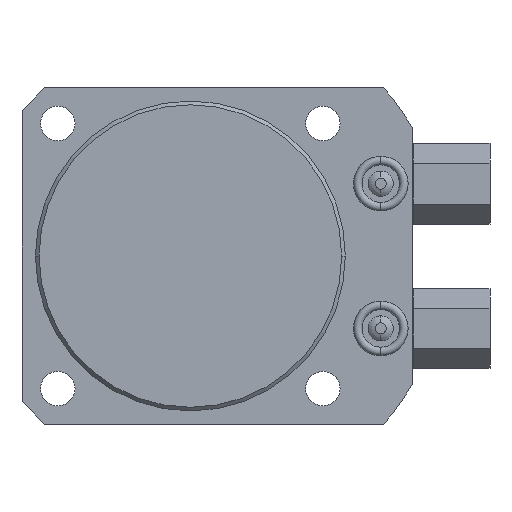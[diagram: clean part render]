
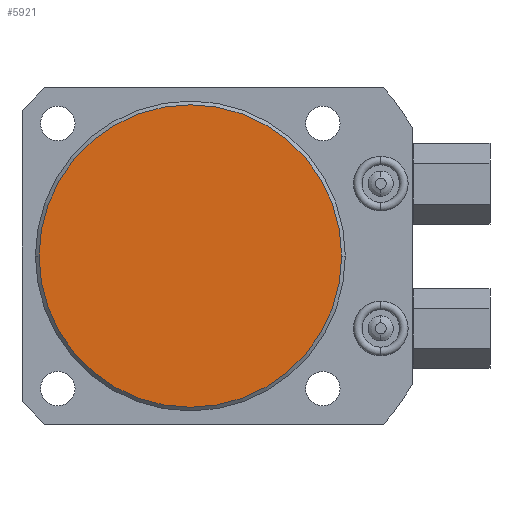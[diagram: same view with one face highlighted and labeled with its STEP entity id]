
A CAD part, front view. The second image highlights one B-rep face of the part: STEP entity #5921.
In plain terms, the highlighted planar face has unit normal (0, -1, 0).
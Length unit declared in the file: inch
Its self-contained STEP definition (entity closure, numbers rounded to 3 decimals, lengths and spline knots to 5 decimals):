
#1631=CARTESIAN_POINT('',(0.,-2.5,0.));
#1632=DIRECTION('',(0.,-1.,0.));
#1633=DIRECTION('',(1.,0.,0.));
#1634=AXIS2_PLACEMENT_3D('',#1631,#1632,#1633);
#1641=CARTESIAN_POINT('',(0.,-2.5,0.));
#1642=DIRECTION('',(0.,-1.,0.));
#1643=DIRECTION('',(-1.,0.,0.));
#1644=AXIS2_PLACEMENT_3D('',#1641,#1642,#1643);
#4299=CARTESIAN_POINT('',(1.2355,-2.5,0.));
#4300=CARTESIAN_POINT('',(-1.2355,-2.5,0.));
#4301=VERTEX_POINT('',#4299);
#4302=VERTEX_POINT('',#4300);
#5911=CARTESIAN_POINT('',(0.,-2.5,0.));
#5912=DIRECTION('',(0.,1.,0.));
#5913=DIRECTION('',(1.,0.,0.));
#5914=AXIS2_PLACEMENT_3D('',#5911,#5912,#5913);
#5915=PLANE('',#5914);
#5917=ORIENTED_EDGE('',*,*,#5916,.F.);
#5918=ORIENTED_EDGE('',*,*,#5901,.F.);
#5919=EDGE_LOOP('',(#5917,#5918));
#5920=FACE_OUTER_BOUND('',#5919,.F.);
#5921=ADVANCED_FACE('',(#5920),#5915,.F.);
#1635=CIRCLE('',#1634,1.2355);
#1645=CIRCLE('',#1644,1.2355);
#5901=EDGE_CURVE('',#4301,#4302,#1635,.T.);
#5916=EDGE_CURVE('',#4302,#4301,#1645,.T.);
